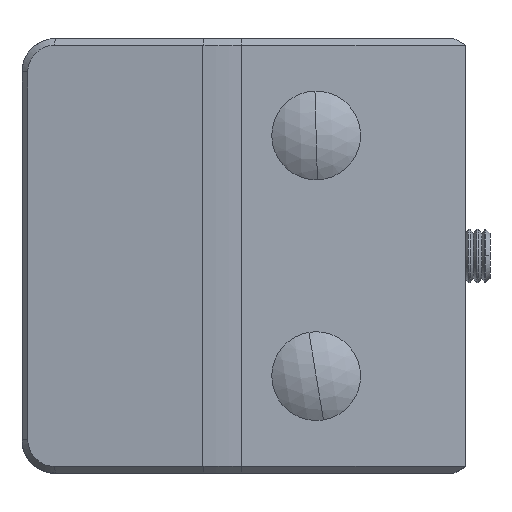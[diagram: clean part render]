
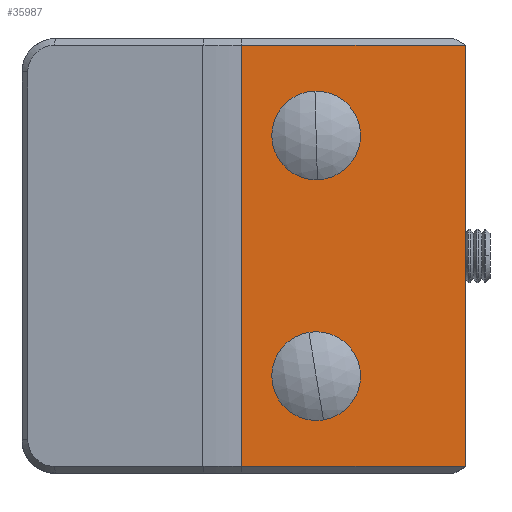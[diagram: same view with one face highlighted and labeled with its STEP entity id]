
A CAD part, top view. The second image highlights one B-rep face of the part: STEP entity #35987.
In plain terms, the highlighted face is planar.
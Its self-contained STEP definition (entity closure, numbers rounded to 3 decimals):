
#487 = VERTEX_POINT ( 'NONE', #54664 ) ;
#1214 = CIRCLE ( 'NONE', #83801, 6.1 ) ;
#2256 = VERTEX_POINT ( 'NONE', #10646 ) ;
#2770 = VECTOR ( 'NONE', #4706, 1000. ) ;
#3670 = VERTEX_POINT ( 'NONE', #20072 ) ;
#4706 = DIRECTION ( 'NONE',  ( -1., 0., 0. ) ) ;
#5432 = ORIENTED_EDGE ( 'NONE', *, *, #78128, .T. ) ;
#7019 = LINE ( 'NONE', #85311, #2770 ) ;
#7375 = LINE ( 'NONE', #73868, #48632 ) ;
#10646 = CARTESIAN_POINT ( 'NONE',  ( -17.1, -18., -9.998 ) ) ;
#11855 = CARTESIAN_POINT ( 'NONE',  ( -22.141, 31.5, -9.998 ) ) ;
#11979 = EDGE_CURVE ( 'NONE', #487, #2256, #48530, .T. ) ;
#12855 = AXIS2_PLACEMENT_3D ( 'NONE', #68521, #67948, #47890 ) ;
#14226 = LINE ( 'NONE', #81998, #83909 ) ;
#15686 = DIRECTION ( 'NONE',  ( -1., 0., 0. ) ) ;
#16473 = DIRECTION ( 'NONE',  ( 0., 0., -1. ) ) ;
#17643 = CIRCLE ( 'NONE', #19148, 6.1 ) ;
#19148 = AXIS2_PLACEMENT_3D ( 'NONE', #55774, #42553, #15686 ) ;
#20072 = CARTESIAN_POINT ( 'NONE',  ( 11.307, -31.5, -9.998 ) ) ;
#20630 = VERTEX_POINT ( 'NONE', #48471 ) ;
#22322 = DIRECTION ( 'NONE',  ( 1., 0., 0. ) ) ;
#22454 = VERTEX_POINT ( 'NONE', #11855 ) ;
#27341 = CARTESIAN_POINT ( 'NONE',  ( 11.307, 31.5, -9.998 ) ) ;
#27836 = ORIENTED_EDGE ( 'NONE', *, *, #35899, .F. ) ;
#27986 = CARTESIAN_POINT ( 'NONE',  ( -17.1, 18., -9.998 ) ) ;
#30304 = DIRECTION ( 'NONE',  ( -1., 0., 0. ) ) ;
#31055 = FACE_OUTER_BOUND ( 'NONE', #78677, .T. ) ;
#33137 = DIRECTION ( 'NONE',  ( 0., -1., 0. ) ) ;
#33954 = VERTEX_POINT ( 'NONE', #27341 ) ;
#34483 = PLANE ( 'NONE',  #66278 ) ;
#35428 = VERTEX_POINT ( 'NONE', #86280 ) ;
#35899 = EDGE_CURVE ( 'NONE', #22454, #35428, #14226, .T. ) ;
#35987 = ADVANCED_FACE ( 'NONE', ( #65907, #81777, #31055 ), #34483, .F. ) ;
#37926 = EDGE_LOOP ( 'NONE', ( #42785, #67207 ) ) ;
#39877 = CARTESIAN_POINT ( 'NONE',  ( -11., -18., -9.998 ) ) ;
#41592 = ORIENTED_EDGE ( 'NONE', *, *, #81080, .F. ) ;
#42553 = DIRECTION ( 'NONE',  ( 0., 0., -1. ) ) ;
#42785 = ORIENTED_EDGE ( 'NONE', *, *, #71588, .F. ) ;
#44388 = EDGE_CURVE ( 'NONE', #3670, #35428, #7019, .T. ) ;
#45764 = DIRECTION ( 'NONE',  ( -1., 0., 0. ) ) ;
#46637 = EDGE_CURVE ( 'NONE', #22454, #33954, #86560, .T. ) ;
#46925 = DIRECTION ( 'NONE',  ( 0., 0., -1. ) ) ;
#47890 = DIRECTION ( 'NONE',  ( -1., 0., 0. ) ) ;
#48471 = CARTESIAN_POINT ( 'NONE',  ( -4.9, 18., -9.998 ) ) ;
#48530 = CIRCLE ( 'NONE', #72877, 6.1 ) ;
#48632 = VECTOR ( 'NONE', #33137, 1000. ) ;
#49440 = EDGE_LOOP ( 'NONE', ( #69295, #41592 ) ) ;
#50098 = CARTESIAN_POINT ( 'NONE',  ( -11., -18., -9.998 ) ) ;
#54543 = DIRECTION ( 'NONE',  ( 0., -1., 0. ) ) ;
#54664 = CARTESIAN_POINT ( 'NONE',  ( -4.9, -18., -9.998 ) ) ;
#55774 = CARTESIAN_POINT ( 'NONE',  ( -11., 18., -9.998 ) ) ;
#57664 = CARTESIAN_POINT ( 'NONE',  ( 0., 31.5, -9.998 ) ) ;
#59108 = VECTOR ( 'NONE', #71547, 1000. ) ;
#60475 = VERTEX_POINT ( 'NONE', #27986 ) ;
#62389 = ORIENTED_EDGE ( 'NONE', *, *, #46637, .T. ) ;
#65456 = CIRCLE ( 'NONE', #12855, 6.1 ) ;
#65907 = FACE_BOUND ( 'NONE', #49440, .T. ) ;
#66278 = AXIS2_PLACEMENT_3D ( 'NONE', #81706, #76081, #22322 ) ;
#67207 = ORIENTED_EDGE ( 'NONE', *, *, #11979, .F. ) ;
#67948 = DIRECTION ( 'NONE',  ( 0., 0., -1. ) ) ;
#68521 = CARTESIAN_POINT ( 'NONE',  ( -11., 18., -9.998 ) ) ;
#69295 = ORIENTED_EDGE ( 'NONE', *, *, #78251, .F. ) ;
#71547 = DIRECTION ( 'NONE',  ( 1., 0., 0. ) ) ;
#71588 = EDGE_CURVE ( 'NONE', #2256, #487, #1214, .T. ) ;
#72227 = ORIENTED_EDGE ( 'NONE', *, *, #44388, .T. ) ;
#72877 = AXIS2_PLACEMENT_3D ( 'NONE', #50098, #16473, #30304 ) ;
#73868 = CARTESIAN_POINT ( 'NONE',  ( 11.307, -32.501, -9.998 ) ) ;
#76081 = DIRECTION ( 'NONE',  ( 0., 0., 1. ) ) ;
#78128 = EDGE_CURVE ( 'NONE', #33954, #3670, #7375, .T. ) ;
#78251 = EDGE_CURVE ( 'NONE', #60475, #20630, #65456, .T. ) ;
#78677 = EDGE_LOOP ( 'NONE', ( #62389, #5432, #72227, #27836 ) ) ;
#81080 = EDGE_CURVE ( 'NONE', #20630, #60475, #17643, .T. ) ;
#81706 = CARTESIAN_POINT ( 'NONE',  ( 0., 32.5, -9.998 ) ) ;
#81777 = FACE_BOUND ( 'NONE', #37926, .T. ) ;
#81998 = CARTESIAN_POINT ( 'NONE',  ( -22.141, 32.5, -9.998 ) ) ;
#83801 = AXIS2_PLACEMENT_3D ( 'NONE', #39877, #46925, #45764 ) ;
#83909 = VECTOR ( 'NONE', #54543, 1000. ) ;
#85311 = CARTESIAN_POINT ( 'NONE',  ( 0., -31.5, -9.998 ) ) ;
#86280 = CARTESIAN_POINT ( 'NONE',  ( -22.141, -31.5, -9.998 ) ) ;
#86560 = LINE ( 'NONE', #57664, #59108 ) ;
